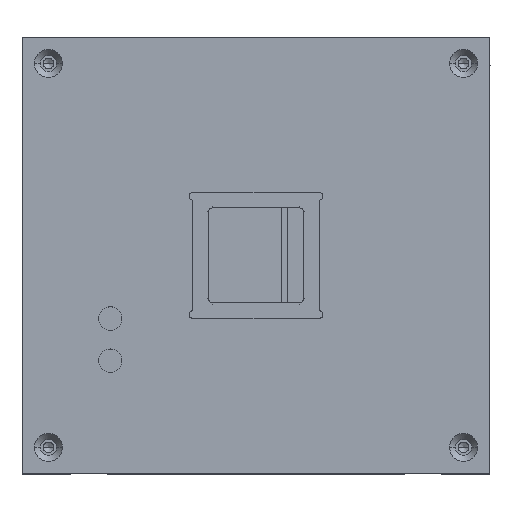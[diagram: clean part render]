
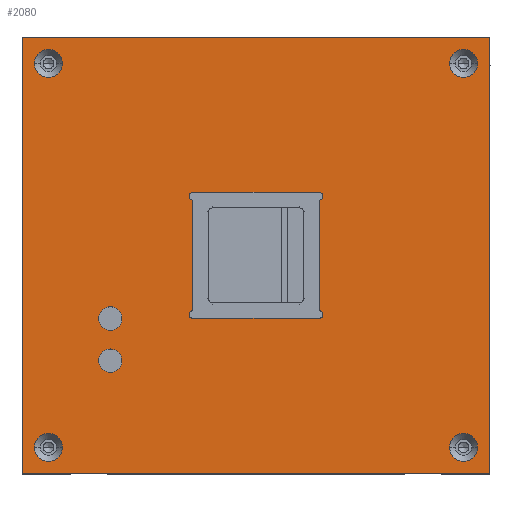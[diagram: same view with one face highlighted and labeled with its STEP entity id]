
A CAD part, top view. The second image highlights one B-rep face of the part: STEP entity #2080.
In plain terms, the highlighted planar face has unit normal (0, 0, 1).
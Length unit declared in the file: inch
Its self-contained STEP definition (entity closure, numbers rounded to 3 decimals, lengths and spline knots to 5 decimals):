
#102=CARTESIAN_POINT('',(-1.262,-0.844,0.0));
#103=VERTEX_POINT('',#102);
#119=CARTESIAN_POINT('',(-1.074,-0.844,0.0));
#120=VERTEX_POINT('',#119);
#127=CARTESIAN_POINT('',(-1.168,-0.844,0.0));
#128=DIRECTION('',(0.0,0.0,-1.0));
#129=DIRECTION('',(-1.0,0.0,0.0));
#130=AXIS2_PLACEMENT_3D('',#127,#128,#129);
#131=CIRCLE('',#130,0.094);
#132=EDGE_CURVE('',#103,#120,#131,.T.);
#144=CARTESIAN_POINT('',(-1.262,-0.506,0.0));
#145=VERTEX_POINT('',#144);
#161=CARTESIAN_POINT('',(-1.074,-0.506,0.0));
#162=VERTEX_POINT('',#161);
#169=CARTESIAN_POINT('',(-1.168,-0.506,0.0));
#170=DIRECTION('',(0.0,0.0,-1.0));
#171=DIRECTION('',(-1.0,0.0,0.0));
#172=AXIS2_PLACEMENT_3D('',#169,#170,#171);
#173=CIRCLE('',#172,0.094);
#174=EDGE_CURVE('',#145,#162,#173,.T.);
#268=CARTESIAN_POINT('',(-1.5505,-1.538,0.0));
#269=VERTEX_POINT('',#268);
#277=CARTESIAN_POINT('',(-1.7755,-1.538,0.0));
#278=VERTEX_POINT('',#277);
#285=CARTESIAN_POINT('',(-1.663,-1.538,0.0));
#286=DIRECTION('',(0.0,0.0,-1.0));
#287=DIRECTION('',(1.0,0.0,0.0));
#288=AXIS2_PLACEMENT_3D('',#285,#286,#287);
#289=CIRCLE('',#288,0.1125);
#290=EDGE_CURVE('',#269,#278,#289,.T.);
#384=CARTESIAN_POINT('',(1.7755,1.538,0.0));
#385=VERTEX_POINT('',#384);
#393=CARTESIAN_POINT('',(1.5505,1.538,0.0));
#394=VERTEX_POINT('',#393);
#401=CARTESIAN_POINT('',(1.663,1.538,0.0));
#402=DIRECTION('',(0.0,0.0,-1.0));
#403=DIRECTION('',(1.0,0.0,0.0));
#404=AXIS2_PLACEMENT_3D('',#401,#402,#403);
#405=CIRCLE('',#404,0.1125);
#406=EDGE_CURVE('',#385,#394,#405,.T.);
#500=CARTESIAN_POINT('',(-1.5505,1.538,0.0));
#501=VERTEX_POINT('',#500);
#509=CARTESIAN_POINT('',(-1.7755,1.538,0.0));
#510=VERTEX_POINT('',#509);
#517=CARTESIAN_POINT('',(-1.663,1.538,0.0));
#518=DIRECTION('',(0.0,0.0,-1.0));
#519=DIRECTION('',(1.0,0.0,0.0));
#520=AXIS2_PLACEMENT_3D('',#517,#518,#519);
#521=CIRCLE('',#520,0.1125);
#522=EDGE_CURVE('',#501,#510,#521,.T.);
#616=CARTESIAN_POINT('',(1.7755,-1.538,0.0));
#617=VERTEX_POINT('',#616);
#625=CARTESIAN_POINT('',(1.5505,-1.538,0.0));
#626=VERTEX_POINT('',#625);
#633=CARTESIAN_POINT('',(1.663,-1.538,0.0));
#634=DIRECTION('',(0.0,0.0,-1.0));
#635=DIRECTION('',(1.0,0.0,0.0));
#636=AXIS2_PLACEMENT_3D('',#633,#634,#635);
#637=CIRCLE('',#636,0.1125);
#638=EDGE_CURVE('',#617,#626,#637,.T.);
#650=CARTESIAN_POINT('',(-0.53625,-0.47375,0.0));
#651=VERTEX_POINT('',#650);
#667=CARTESIAN_POINT('',(-0.505,-0.4425,0.0));
#668=VERTEX_POINT('',#667);
#675=CARTESIAN_POINT('',(-0.505,-0.47375,0.0));
#676=DIRECTION('',(0.0,0.0,-1.0));
#677=DIRECTION('',(-1.0,0.0,0.0));
#678=AXIS2_PLACEMENT_3D('',#675,#676,#677);
#679=CIRCLE('',#678,0.03125);
#680=EDGE_CURVE('',#651,#668,#679,.T.);
#692=CARTESIAN_POINT('',(-0.53625,0.47375,0.0));
#693=VERTEX_POINT('',#692);
#709=CARTESIAN_POINT('',(-0.505,0.505,0.0));
#710=VERTEX_POINT('',#709);
#717=CARTESIAN_POINT('',(-0.505,0.47375,0.0));
#718=DIRECTION('',(0.0,0.0,-1.0));
#719=DIRECTION('',(-1.0,0.0,0.0));
#720=AXIS2_PLACEMENT_3D('',#717,#718,#719);
#721=CIRCLE('',#720,0.03125);
#722=EDGE_CURVE('',#693,#710,#721,.T.);
#732=CARTESIAN_POINT('',(0.53625,0.47375,0.0));
#733=VERTEX_POINT('',#732);
#742=CARTESIAN_POINT('',(0.505,0.505,0.0));
#743=VERTEX_POINT('',#742);
#744=CARTESIAN_POINT('',(0.505,0.47375,0.0));
#745=DIRECTION('',(0.0,0.0,-1.0));
#746=DIRECTION('',(-1.0,0.0,0.0));
#747=AXIS2_PLACEMENT_3D('',#744,#745,#746);
#748=CIRCLE('',#747,0.03125);
#749=EDGE_CURVE('',#743,#733,#748,.T.);
#774=CARTESIAN_POINT('',(0.53625,-0.47375,0.0));
#775=VERTEX_POINT('',#774);
#784=CARTESIAN_POINT('',(0.505,-0.4425,0.0));
#785=VERTEX_POINT('',#784);
#786=CARTESIAN_POINT('',(0.505,-0.47375,0.0));
#787=DIRECTION('',(0.0,0.0,-1.0));
#788=DIRECTION('',(-1.0,0.0,0.0));
#789=AXIS2_PLACEMENT_3D('',#786,#787,#788);
#790=CIRCLE('',#789,0.03125);
#791=EDGE_CURVE('',#785,#775,#790,.T.);
#1244=CARTESIAN_POINT('',(0.505,0.4425,0.0));
#1245=VERTEX_POINT('',#1244);
#1261=CARTESIAN_POINT('',(0.505,0.4425,0.0));
#1262=DIRECTION('',(0.0,-1.0,0.0));
#1263=VECTOR('',#1262,0.885);
#1264=LINE('',#1261,#1263);
#1265=EDGE_CURVE('',#1245,#785,#1264,.T.);
#1284=CARTESIAN_POINT('',(-0.505,0.4425,0.0));
#1285=VERTEX_POINT('',#1284);
#1292=CARTESIAN_POINT('',(-0.505,-0.4425,0.0));
#1293=DIRECTION('',(0.0,1.0,0.0));
#1294=VECTOR('',#1293,0.885);
#1295=LINE('',#1292,#1294);
#1296=EDGE_CURVE('',#668,#1285,#1295,.T.);
#1316=CARTESIAN_POINT('',(-0.505,-0.505,0.0));
#1317=VERTEX_POINT('',#1316);
#1324=CARTESIAN_POINT('',(0.505,-0.505,0.0));
#1325=VERTEX_POINT('',#1324);
#1326=CARTESIAN_POINT('',(0.505,-0.505,0.0));
#1327=DIRECTION('',(-1.0,0.0,0.0));
#1328=VECTOR('',#1327,1.01);
#1329=LINE('',#1326,#1328);
#1330=EDGE_CURVE('',#1325,#1317,#1329,.T.);
#1353=CARTESIAN_POINT('',(-0.505,0.505,0.0));
#1354=DIRECTION('',(1.0,0.0,0.0));
#1355=VECTOR('',#1354,1.01);
#1356=LINE('',#1353,#1355);
#1357=EDGE_CURVE('',#710,#743,#1356,.T.);
#1377=CARTESIAN_POINT('',(0.505,-0.47375,0.0));
#1378=DIRECTION('',(0.0,0.0,-1.0));
#1379=DIRECTION('',(-1.0,0.0,0.0));
#1380=AXIS2_PLACEMENT_3D('',#1377,#1378,#1379);
#1381=CIRCLE('',#1380,0.03125);
#1382=EDGE_CURVE('',#775,#1325,#1381,.T.);
#1401=CARTESIAN_POINT('',(0.505,0.47375,0.0));
#1402=DIRECTION('',(0.0,0.0,-1.0));
#1403=DIRECTION('',(-1.0,0.0,0.0));
#1404=AXIS2_PLACEMENT_3D('',#1401,#1402,#1403);
#1405=CIRCLE('',#1404,0.03125);
#1406=EDGE_CURVE('',#733,#1245,#1405,.T.);
#1417=CARTESIAN_POINT('',(-0.505,0.47375,0.0));
#1418=DIRECTION('',(0.0,0.0,-1.0));
#1419=DIRECTION('',(-1.0,0.0,0.0));
#1420=AXIS2_PLACEMENT_3D('',#1417,#1418,#1419);
#1421=CIRCLE('',#1420,0.03125);
#1422=EDGE_CURVE('',#1285,#693,#1421,.T.);
#1477=CARTESIAN_POINT('',(-0.505,-0.47375,0.0));
#1478=DIRECTION('',(0.0,0.0,-1.0));
#1479=DIRECTION('',(-1.0,0.0,0.0));
#1480=AXIS2_PLACEMENT_3D('',#1477,#1478,#1479);
#1481=CIRCLE('',#1480,0.03125);
#1482=EDGE_CURVE('',#1317,#651,#1481,.T.);
#1516=CARTESIAN_POINT('',(1.663,-1.538,0.0));
#1517=DIRECTION('',(0.0,0.0,-1.0));
#1518=DIRECTION('',(1.0,0.0,0.0));
#1519=AXIS2_PLACEMENT_3D('',#1516,#1517,#1518);
#1520=CIRCLE('',#1519,0.1125);
#1521=EDGE_CURVE('',#626,#617,#1520,.T.);
#1600=CARTESIAN_POINT('',(-1.663,1.538,0.0));
#1601=DIRECTION('',(0.0,0.0,-1.0));
#1602=DIRECTION('',(1.0,0.0,0.0));
#1603=AXIS2_PLACEMENT_3D('',#1600,#1601,#1602);
#1604=CIRCLE('',#1603,0.1125);
#1605=EDGE_CURVE('',#510,#501,#1604,.T.);
#1684=CARTESIAN_POINT('',(1.663,1.538,0.0));
#1685=DIRECTION('',(0.0,0.0,-1.0));
#1686=DIRECTION('',(1.0,0.0,0.0));
#1687=AXIS2_PLACEMENT_3D('',#1684,#1685,#1686);
#1688=CIRCLE('',#1687,0.1125);
#1689=EDGE_CURVE('',#394,#385,#1688,.T.);
#1768=CARTESIAN_POINT('',(-1.663,-1.538,0.0));
#1769=DIRECTION('',(0.0,0.0,-1.0));
#1770=DIRECTION('',(1.0,0.0,0.0));
#1771=AXIS2_PLACEMENT_3D('',#1768,#1769,#1770);
#1772=CIRCLE('',#1771,0.1125);
#1773=EDGE_CURVE('',#278,#269,#1772,.T.);
#1905=CARTESIAN_POINT('',(-1.168,-0.506,0.0));
#1906=DIRECTION('',(0.0,0.0,-1.0));
#1907=DIRECTION('',(-1.0,0.0,0.0));
#1908=AXIS2_PLACEMENT_3D('',#1905,#1906,#1907);
#1909=CIRCLE('',#1908,0.094);
#1910=EDGE_CURVE('',#162,#145,#1909,.T.);
#1923=CARTESIAN_POINT('',(-1.168,-0.844,0.0));
#1924=DIRECTION('',(0.0,0.0,-1.0));
#1925=DIRECTION('',(-1.0,0.0,0.0));
#1926=AXIS2_PLACEMENT_3D('',#1923,#1924,#1925);
#1927=CIRCLE('',#1926,0.094);
#1928=EDGE_CURVE('',#120,#103,#1927,.T.);
#1941=CARTESIAN_POINT('',(-1.875,-1.75,0.0));
#1942=VERTEX_POINT('',#1941);
#1949=CARTESIAN_POINT('',(-1.875,1.75,0.0));
#1950=VERTEX_POINT('',#1949);
#1951=CARTESIAN_POINT('',(-1.875,-1.75,0.0));
#1952=DIRECTION('',(0.0,1.0,0.0));
#1953=VECTOR('',#1952,3.5);
#1954=LINE('',#1951,#1953);
#1955=EDGE_CURVE('',#1942,#1950,#1954,.T.);
#1972=CARTESIAN_POINT('',(1.875,-1.75,0.0));
#1973=VERTEX_POINT('',#1972);
#1980=CARTESIAN_POINT('',(1.875,-1.75,0.0));
#1981=DIRECTION('',(-1.0,0.0,0.0));
#1982=VECTOR('',#1981,3.75);
#1983=LINE('',#1980,#1982);
#1984=EDGE_CURVE('',#1973,#1942,#1983,.T.);
#1996=CARTESIAN_POINT('',(1.875,1.75,0.0));
#1997=VERTEX_POINT('',#1996);
#2004=CARTESIAN_POINT('',(1.875,1.75,0.0));
#2005=DIRECTION('',(0.0,-1.0,0.0));
#2006=VECTOR('',#2005,3.5);
#2007=LINE('',#2004,#2006);
#2008=EDGE_CURVE('',#1997,#1973,#2007,.T.);
#2021=CARTESIAN_POINT('',(-1.875,1.75,0.0));
#2022=DIRECTION('',(1.0,0.0,0.0));
#2023=VECTOR('',#2022,3.75);
#2024=LINE('',#2021,#2023);
#2025=EDGE_CURVE('',#1950,#1997,#2024,.T.);
#2031=CARTESIAN_POINT('',(0.0,0.,0.0));
#2032=DIRECTION('',(0.0,0.0,1.0));
#2033=DIRECTION('',(1.0,0.0,0.0));
#2034=AXIS2_PLACEMENT_3D('',#2031,#2032,#2033);
#2035=PLANE('',#2034);
#2036=ORIENTED_EDGE('',*,*,#2025,.F.);
#2037=ORIENTED_EDGE('',*,*,#1955,.F.);
#2038=ORIENTED_EDGE('',*,*,#1984,.F.);
#2039=ORIENTED_EDGE('',*,*,#2008,.F.);
#2040=EDGE_LOOP('',(#2036,#2037,#2038,#2039));
#2041=FACE_OUTER_BOUND('',#2040,.T.);
#2042=ORIENTED_EDGE('',*,*,#1357,.T.);
#2043=ORIENTED_EDGE('',*,*,#749,.T.);
#2044=ORIENTED_EDGE('',*,*,#1406,.T.);
#2045=ORIENTED_EDGE('',*,*,#1265,.T.);
#2046=ORIENTED_EDGE('',*,*,#791,.T.);
#2047=ORIENTED_EDGE('',*,*,#1382,.T.);
#2048=ORIENTED_EDGE('',*,*,#1330,.T.);
#2049=ORIENTED_EDGE('',*,*,#1482,.T.);
#2050=ORIENTED_EDGE('',*,*,#680,.T.);
#2051=ORIENTED_EDGE('',*,*,#1296,.T.);
#2052=ORIENTED_EDGE('',*,*,#1422,.T.);
#2053=ORIENTED_EDGE('',*,*,#722,.T.);
#2054=EDGE_LOOP('',(#2042,#2043,#2044,#2045,#2046,#2047,#2048,#2049,#2050,#2051,#2052,#2053));
#2055=FACE_BOUND('',#2054,.T.);
#2056=ORIENTED_EDGE('',*,*,#638,.T.);
#2057=ORIENTED_EDGE('',*,*,#1521,.T.);
#2058=EDGE_LOOP('',(#2056,#2057));
#2059=FACE_BOUND('',#2058,.T.);
#2060=ORIENTED_EDGE('',*,*,#522,.T.);
#2061=ORIENTED_EDGE('',*,*,#1605,.T.);
#2062=EDGE_LOOP('',(#2060,#2061));
#2063=FACE_BOUND('',#2062,.T.);
#2064=ORIENTED_EDGE('',*,*,#406,.T.);
#2065=ORIENTED_EDGE('',*,*,#1689,.T.);
#2066=EDGE_LOOP('',(#2064,#2065));
#2067=FACE_BOUND('',#2066,.T.);
#2068=ORIENTED_EDGE('',*,*,#290,.T.);
#2069=ORIENTED_EDGE('',*,*,#1773,.T.);
#2070=EDGE_LOOP('',(#2068,#2069));
#2071=FACE_BOUND('',#2070,.T.);
#2072=ORIENTED_EDGE('',*,*,#1910,.T.);
#2073=ORIENTED_EDGE('',*,*,#174,.T.);
#2074=EDGE_LOOP('',(#2072,#2073));
#2075=FACE_BOUND('',#2074,.T.);
#2076=ORIENTED_EDGE('',*,*,#1928,.T.);
#2077=ORIENTED_EDGE('',*,*,#132,.T.);
#2078=EDGE_LOOP('',(#2076,#2077));
#2079=FACE_BOUND('',#2078,.T.);
#2080=ADVANCED_FACE('',(#2041,#2055,#2059,#2063,#2067,#2071,#2075,#2079),#2035,.T.);
